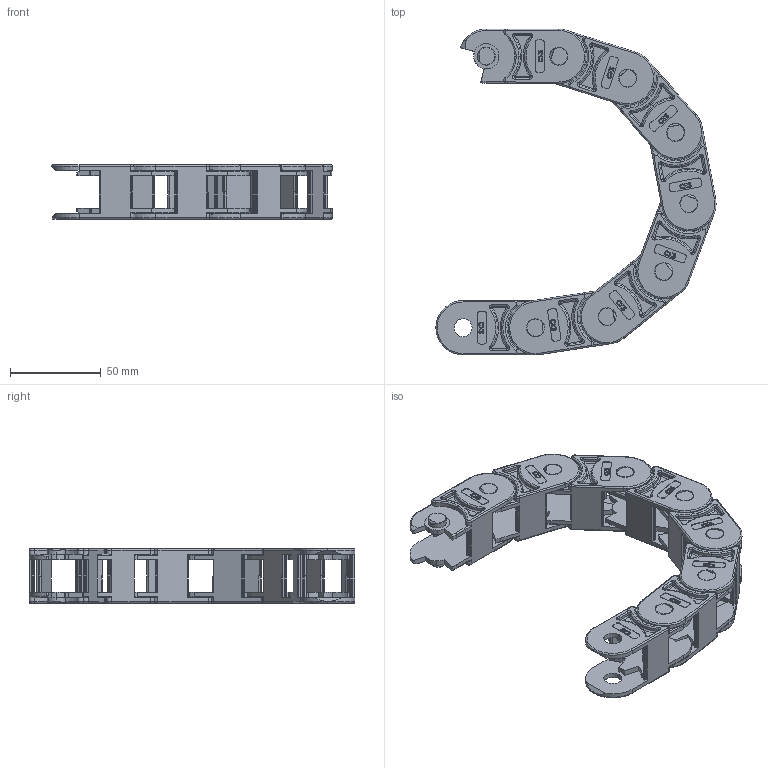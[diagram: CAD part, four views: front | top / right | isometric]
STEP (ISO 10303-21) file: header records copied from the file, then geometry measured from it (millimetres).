
FILE_DESCRIPTION (( 'STEP AP214' ), '1' );
FILE_NAME ('CK24-F018-R075.STEP', '2019-09-10T12:04:11', ( '' ), ( '' ), 'SwSTEP 2.0', 'SolidWorks 2017', '' );
FILE_SCHEMA (( 'AUTOMOTIVE_DESIGN' ));
Length unit declared in the file: millimetre
Products named in the file (2): CK24-F018-R075; CK24-F018-R100
Assembly tree (8 placements, depth 2):
  CK24-F018-R075
    CK24-F018-R100  x8
Bounding box: 154.74 x 180.01 x 30 mm (x, y, z)
Volume: 113835.6 mm3; surface area: 82851.2 mm2
Topology: 8 solids, 8 shells, 2400 faces, 6296 edges, 3904 vertices
Faces by surface type: cylinder 944, plane 784, torus 352, bspline 192, sphere 128
Entity records: 10550 total; most frequent: CARTESIAN_POINT 3175, ORIENTED_EDGE 1558, DIRECTION 1541, EDGE_CURVE 779, AXIS2_PLACEMENT_3D 577, VERTEX_POINT 488, VECTOR 387, LINE 387
